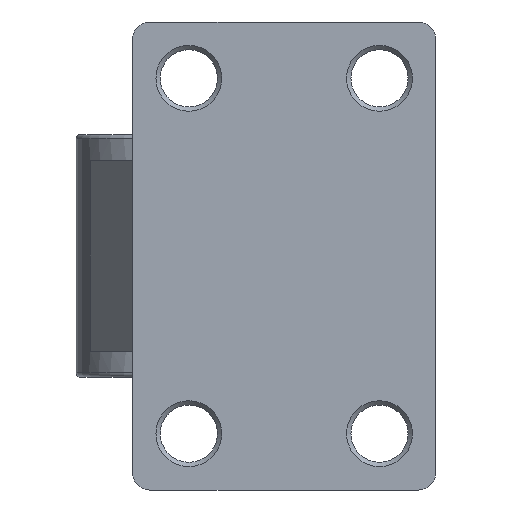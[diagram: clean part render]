
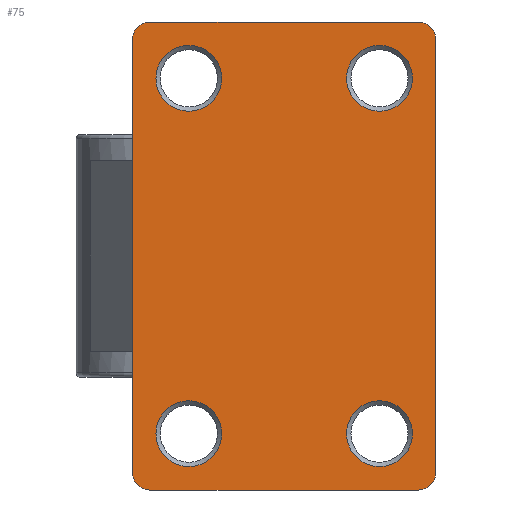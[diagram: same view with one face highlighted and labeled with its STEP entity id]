
A CAD part, front view. The second image highlights one B-rep face of the part: STEP entity #75.
In plain terms, the highlighted planar face has unit normal (0, -1, 0).
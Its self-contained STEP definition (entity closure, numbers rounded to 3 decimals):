
#75 = ADVANCED_FACE( '', ( #107, #108, #109, #110, #111 ), #112, .F. );
#107 = FACE_BOUND( '', #194, .T. );
#108 = FACE_BOUND( '', #195, .T. );
#109 = FACE_OUTER_BOUND( '', #196, .T. );
#110 = FACE_BOUND( '', #197, .T. );
#111 = FACE_BOUND( '', #198, .T. );
#112 = PLANE( '', #199 );
#194 = EDGE_LOOP( '', ( #281 ) );
#195 = EDGE_LOOP( '', ( #282 ) );
#196 = EDGE_LOOP( '', ( #283, #284, #285, #286, #287, #288, #289, #290 ) );
#197 = EDGE_LOOP( '', ( #291 ) );
#198 = EDGE_LOOP( '', ( #292 ) );
#199 = AXIS2_PLACEMENT_3D( '', #293, #294, #295 );
#281 = ORIENTED_EDGE( '', *, *, #490, .F. );
#282 = ORIENTED_EDGE( '', *, *, #491, .F. );
#283 = ORIENTED_EDGE( '', *, *, #492, .F. );
#284 = ORIENTED_EDGE( '', *, *, #493, .F. );
#285 = ORIENTED_EDGE( '', *, *, #494, .F. );
#286 = ORIENTED_EDGE( '', *, *, #495, .F. );
#287 = ORIENTED_EDGE( '', *, *, #496, .F. );
#288 = ORIENTED_EDGE( '', *, *, #497, .F. );
#289 = ORIENTED_EDGE( '', *, *, #498, .F. );
#290 = ORIENTED_EDGE( '', *, *, #499, .F. );
#291 = ORIENTED_EDGE( '', *, *, #500, .F. );
#292 = ORIENTED_EDGE( '', *, *, #501, .F. );
#293 = CARTESIAN_POINT( '', ( -15.5, -10., -25. ) );
#294 = DIRECTION( '', ( 0., 1., 0. ) );
#295 = DIRECTION( '', ( 0., 0., 1. ) );
#490 = EDGE_CURVE( '', #548, #548, #549, .T. );
#491 = EDGE_CURVE( '', #550, #550, #551, .T. );
#492 = EDGE_CURVE( '', #552, #553, #554, .T. );
#493 = EDGE_CURVE( '', #555, #552, #556, .T. );
#494 = EDGE_CURVE( '', #557, #555, #558, .T. );
#495 = EDGE_CURVE( '', #559, #557, #560, .T. );
#496 = EDGE_CURVE( '', #561, #559, #562, .T. );
#497 = EDGE_CURVE( '', #563, #561, #564, .T. );
#498 = EDGE_CURVE( '', #565, #563, #566, .T. );
#499 = EDGE_CURVE( '', #553, #565, #567, .T. );
#500 = EDGE_CURVE( '', #568, #568, #569, .T. );
#501 = EDGE_CURVE( '', #570, #570, #571, .T. );
#548 = VERTEX_POINT( '', #650 );
#549 = CIRCLE( '', #651, 3.8 );
#550 = VERTEX_POINT( '', #652 );
#551 = CIRCLE( '', #653, 3.8 );
#552 = VERTEX_POINT( '', #654 );
#553 = VERTEX_POINT( '', #655 );
#554 = CIRCLE( '', #656, 2. );
#555 = VERTEX_POINT( '', #657 );
#556 = LINE( '', #658, #659 );
#557 = VERTEX_POINT( '', #660 );
#558 = CIRCLE( '', #661, 2. );
#559 = VERTEX_POINT( '', #662 );
#560 = LINE( '', #663, #664 );
#561 = VERTEX_POINT( '', #665 );
#562 = CIRCLE( '', #666, 2. );
#563 = VERTEX_POINT( '', #667 );
#564 = LINE( '', #668, #669 );
#565 = VERTEX_POINT( '', #670 );
#566 = CIRCLE( '', #671, 2. );
#567 = LINE( '', #672, #673 );
#568 = VERTEX_POINT( '', #674 );
#569 = CIRCLE( '', #675, 3.8 );
#570 = VERTEX_POINT( '', #676 );
#571 = CIRCLE( '', #677, 3.8 );
#650 = CARTESIAN_POINT( '', ( 11., -10., -24.3 ) );
#651 = AXIS2_PLACEMENT_3D( '', #780, #781, #782 );
#652 = CARTESIAN_POINT( '', ( 11., -10., 16.7 ) );
#653 = AXIS2_PLACEMENT_3D( '', #783, #784, #785 );
#654 = CARTESIAN_POINT( '', ( -15.5, -10., -27. ) );
#655 = CARTESIAN_POINT( '', ( -17.5, -10., -25. ) );
#656 = AXIS2_PLACEMENT_3D( '', #786, #787, #788 );
#657 = CARTESIAN_POINT( '', ( 15.5, -10., -27. ) );
#658 = CARTESIAN_POINT( '', ( 15.5, -10., -27. ) );
#659 = VECTOR( '', #789, 1000. );
#660 = CARTESIAN_POINT( '', ( 17.5, -10., -25. ) );
#661 = AXIS2_PLACEMENT_3D( '', #790, #791, #792 );
#662 = CARTESIAN_POINT( '', ( 17.5, -10., 25. ) );
#663 = CARTESIAN_POINT( '', ( 17.5, -10., 25. ) );
#664 = VECTOR( '', #793, 1000. );
#665 = CARTESIAN_POINT( '', ( 15.5, -10., 27. ) );
#666 = AXIS2_PLACEMENT_3D( '', #794, #795, #796 );
#667 = CARTESIAN_POINT( '', ( -15.5, -10., 27. ) );
#668 = CARTESIAN_POINT( '', ( -15.5, -10., 27. ) );
#669 = VECTOR( '', #797, 1000. );
#670 = CARTESIAN_POINT( '', ( -17.5, -10., 25. ) );
#671 = AXIS2_PLACEMENT_3D( '', #798, #799, #800 );
#672 = CARTESIAN_POINT( '', ( -17.5, -10., -25. ) );
#673 = VECTOR( '', #801, 1000. );
#674 = CARTESIAN_POINT( '', ( -11., -10., -24.3 ) );
#675 = AXIS2_PLACEMENT_3D( '', #802, #803, #804 );
#676 = CARTESIAN_POINT( '', ( -11., -10., 16.7 ) );
#677 = AXIS2_PLACEMENT_3D( '', #805, #806, #807 );
#780 = CARTESIAN_POINT( '', ( 11., -10., -20.5 ) );
#781 = DIRECTION( '', ( 0., -1., 0. ) );
#782 = DIRECTION( '', ( 0., 0., -1. ) );
#783 = CARTESIAN_POINT( '', ( 11., -10., 20.5 ) );
#784 = DIRECTION( '', ( 0., -1., 0. ) );
#785 = DIRECTION( '', ( 0., 0., -1. ) );
#786 = CARTESIAN_POINT( '', ( -15.5, -10., -25. ) );
#787 = DIRECTION( '', ( 0., 1., 0. ) );
#788 = DIRECTION( '', ( 1., 0., 0. ) );
#789 = DIRECTION( '', ( -1., 0., 0. ) );
#790 = CARTESIAN_POINT( '', ( 15.5, -10., -25. ) );
#791 = DIRECTION( '', ( 0., 1., 0. ) );
#792 = DIRECTION( '', ( 1., 0., 0. ) );
#793 = DIRECTION( '', ( 0., 0., -1. ) );
#794 = CARTESIAN_POINT( '', ( 15.5, -10., 25. ) );
#795 = DIRECTION( '', ( 0., 1., 0. ) );
#796 = DIRECTION( '', ( 1., 0., 0. ) );
#797 = DIRECTION( '', ( 1., 0., 0. ) );
#798 = CARTESIAN_POINT( '', ( -15.5, -10., 25. ) );
#799 = DIRECTION( '', ( 0., 1., 0. ) );
#800 = DIRECTION( '', ( 1., 0., 0. ) );
#801 = DIRECTION( '', ( 0., 0., 1. ) );
#802 = CARTESIAN_POINT( '', ( -11., -10., -20.5 ) );
#803 = DIRECTION( '', ( 0., -1., 0. ) );
#804 = DIRECTION( '', ( 0., 0., -1. ) );
#805 = CARTESIAN_POINT( '', ( -11., -10., 20.5 ) );
#806 = DIRECTION( '', ( 0., -1., 0. ) );
#807 = DIRECTION( '', ( 0., 0., -1. ) );
